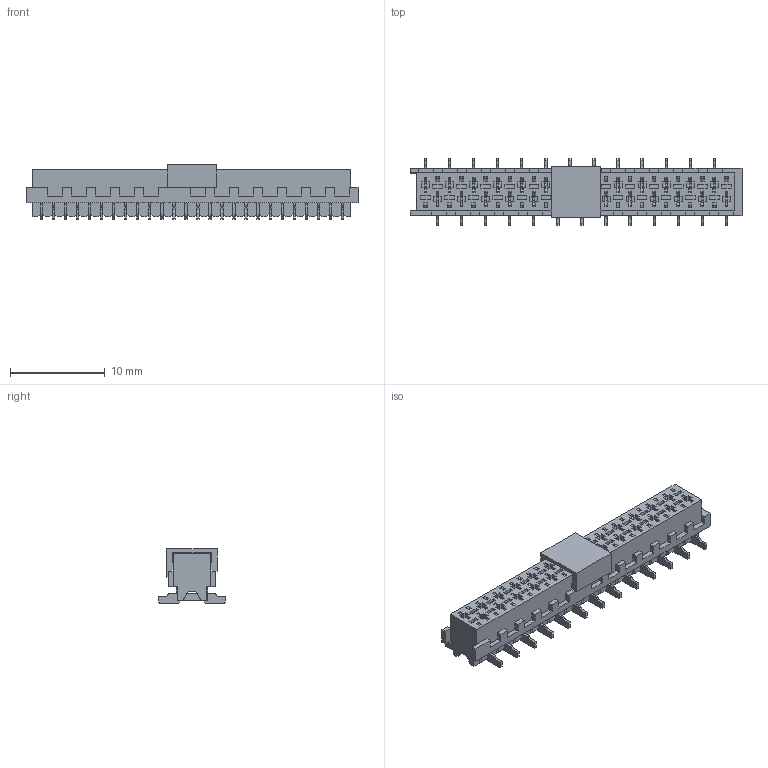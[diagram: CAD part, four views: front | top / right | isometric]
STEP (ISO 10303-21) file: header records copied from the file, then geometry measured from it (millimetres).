
FILE_DESCRIPTION( ( 'Unknown' ), '1' );
FILE_NAME( '690367282676.stp', 'Unknown', ( 'Unknown' ), ( 'Unknown' ), 'PSStep 18.0.17', 'Unknown', ' ' );
FILE_SCHEMA( ( 'AUTOMOTIVE_DESIGN { 1 0 10303 214 1 1 1 1 }' ) );
Length unit declared in the file: millimetre
Products named in the file (4): Assem1; 69036728xx76_CAP; 69036728xx76_PIN; 690367282676
Assembly tree (28 placements, depth 2):
  Assem1
    69036728xx76_CAP
    69036728xx76_PIN  x26
    690367282676
Bounding box: 35.02 x 7 x 5.75 mm (x, y, z)
Volume: 603.1 mm3; surface area: 2451.8 mm2
Topology: 28 solids, 28 shells, 2273 faces, 6518 edges, 4275 vertices
Faces by surface type: plane 1805, cylinder 468
Entity records: 48197 total; most frequent: CARTESIAN_POINT 6895, ORIENTED_EDGE 6886, DIRECTION 5933, EDGE_CURVE 3443, LINE 3407, VECTOR 3407, VERTEX_POINT 2225, EDGE_LOOP 1276
